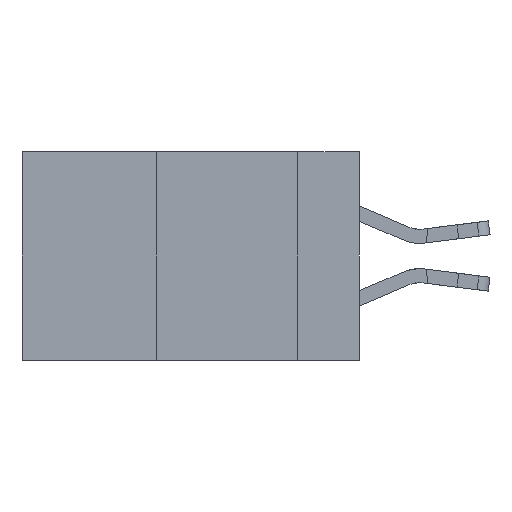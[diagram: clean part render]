
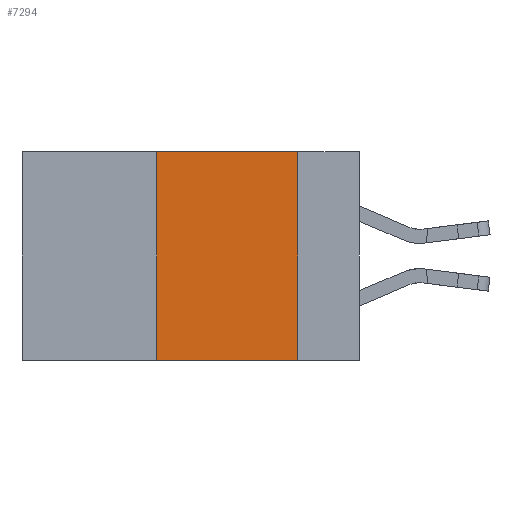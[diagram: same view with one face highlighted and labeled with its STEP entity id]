
A CAD part, left-side view. The second image highlights one B-rep face of the part: STEP entity #7294.
In plain terms, the highlighted planar face has unit normal (-1, 0, 0).
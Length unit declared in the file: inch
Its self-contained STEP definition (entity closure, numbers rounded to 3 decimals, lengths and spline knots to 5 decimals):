
#350 = AXIS2_PLACEMENT_3D ( 'NONE', #35072, #13887, #27215 ) ;
#385 = CARTESIAN_POINT ( 'NONE',  ( 0., 0.36, -0.37 ) ) ;
#1448 = CARTESIAN_POINT ( 'NONE',  ( 0., 0.11, -0.37 ) ) ;
#2403 = EDGE_CURVE ( 'NONE', #13456, #7173, #30071, .T. ) ;
#2691 = CARTESIAN_POINT ( 'NONE',  ( 0., 0.36, 0. ) ) ;
#3049 = FACE_OUTER_BOUND ( 'NONE', #31877, .T. ) ;
#4239 = LINE ( 'NONE', #28438, #25973 ) ;
#4990 = DIRECTION ( 'NONE',  ( 0., 0., 1. ) ) ;
#5348 = CARTESIAN_POINT ( 'NONE',  ( 0., 0.11, 0. ) ) ;
#5722 = ORIENTED_EDGE ( 'NONE', *, *, #2403, .F. ) ;
#6600 = CARTESIAN_POINT ( 'NONE',  ( 0., 0.11, 0. ) ) ;
#7124 = CARTESIAN_POINT ( 'NONE',  ( 0., 0.36, 0. ) ) ;
#7173 = VERTEX_POINT ( 'NONE', #1448 ) ;
#7294 = ADVANCED_FACE ( 'NONE', ( #3049 ), #13528, .F. ) ;
#10687 = LINE ( 'NONE', #2691, #11183 ) ;
#11183 = VECTOR ( 'NONE', #4990, 39.37008 ) ;
#11833 = LINE ( 'NONE', #20716, #28378 ) ;
#12281 = ORIENTED_EDGE ( 'NONE', *, *, #13836, .T. ) ;
#13456 = VERTEX_POINT ( 'NONE', #6600 ) ;
#13528 = PLANE ( 'NONE',  #350 ) ;
#13564 = ORIENTED_EDGE ( 'NONE', *, *, #25133, .F. ) ;
#13836 = EDGE_CURVE ( 'NONE', #34772, #7173, #4239, .T. ) ;
#13887 = DIRECTION ( 'NONE',  ( 1., 0., 0. ) ) ;
#16210 = DIRECTION ( 'NONE',  ( 0., 0., -1. ) ) ;
#20716 = CARTESIAN_POINT ( 'NONE',  ( 0., 0.6, 0. ) ) ;
#21356 = VERTEX_POINT ( 'NONE', #7124 ) ;
#25133 = EDGE_CURVE ( 'NONE', #34772, #21356, #10687, .T. ) ;
#25973 = VECTOR ( 'NONE', #33785, 39.37008 ) ;
#27215 = DIRECTION ( 'NONE',  ( 0., 0., -1. ) ) ;
#28378 = VECTOR ( 'NONE', #31739, 39.37008 ) ;
#28438 = CARTESIAN_POINT ( 'NONE',  ( 0., 0.6, -0.37 ) ) ;
#30060 = EDGE_CURVE ( 'NONE', #21356, #13456, #11833, .T. ) ;
#30071 = LINE ( 'NONE', #5348, #33137 ) ;
#31527 = ORIENTED_EDGE ( 'NONE', *, *, #30060, .F. ) ;
#31739 = DIRECTION ( 'NONE',  ( 0., -1., 0. ) ) ;
#31877 = EDGE_LOOP ( 'NONE', ( #5722, #31527, #13564, #12281 ) ) ;
#33137 = VECTOR ( 'NONE', #16210, 39.37008 ) ;
#33785 = DIRECTION ( 'NONE',  ( 0., -1., 0. ) ) ;
#34772 = VERTEX_POINT ( 'NONE', #385 ) ;
#35072 = CARTESIAN_POINT ( 'NONE',  ( 0., 0.6, 0. ) ) ;
